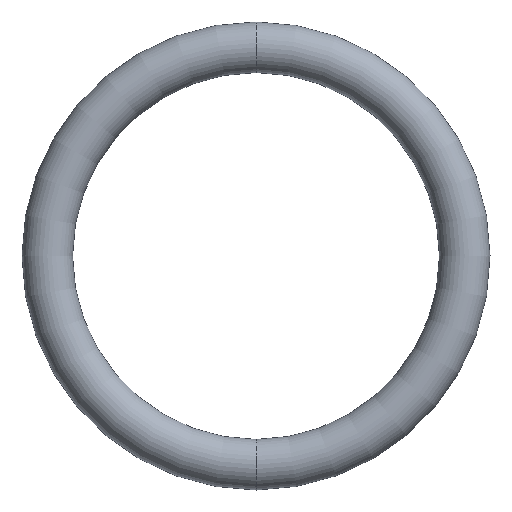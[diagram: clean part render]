
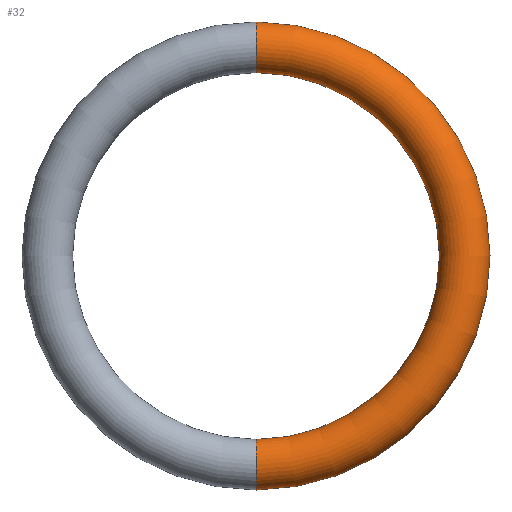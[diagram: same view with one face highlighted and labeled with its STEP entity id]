
A CAD part, front view. The second image highlights one B-rep face of the part: STEP entity #32.
In plain terms, the highlighted toroidal (fillet/blend) face has major radius 8.25 mm and minor radius 1 mm.
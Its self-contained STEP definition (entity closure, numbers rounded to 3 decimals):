
#3 = CARTESIAN_POINT ( 'NONE',  ( 0., 0., 9.25 ) ) ;
#11 = VERTEX_POINT ( 'NONE', #49 ) ;
#12 = AXIS2_PLACEMENT_3D ( 'NONE', #111, #146, #22 ) ;
#14 = ORIENTED_EDGE ( 'NONE', *, *, #170, .F. ) ;
#17 = CARTESIAN_POINT ( 'NONE',  ( 0., 0., -9.25 ) ) ;
#21 = VERTEX_POINT ( 'NONE', #3 ) ;
#22 = DIRECTION ( 'NONE',  ( 0., 0., -1. ) ) ;
#28 = CIRCLE ( 'NONE', #109, 9.25 ) ;
#30 = CIRCLE ( 'NONE', #192, 7.25 ) ;
#31 = EDGE_CURVE ( 'NONE', #11, #40, #30, .T. ) ;
#32 = ADVANCED_FACE ( 'NONE', ( #139 ), #48, .T. ) ;
#33 = DIRECTION ( 'NONE',  ( 0., 0., 1. ) ) ;
#36 = DIRECTION ( 'NONE',  ( 0., 1., 0. ) ) ;
#40 = VERTEX_POINT ( 'NONE', #92 ) ;
#48 = TOROIDAL_SURFACE ( 'NONE', #127, 8.25, 1. ) ;
#49 = CARTESIAN_POINT ( 'NONE',  ( 0., 0., 7.25 ) ) ;
#55 = DIRECTION ( 'NONE',  ( 0., 1., 0. ) ) ;
#59 = ORIENTED_EDGE ( 'NONE', *, *, #178, .F. ) ;
#64 = DIRECTION ( 'NONE',  ( 0., 0., 1. ) ) ;
#67 = CIRCLE ( 'NONE', #12, 1. ) ;
#73 = DIRECTION ( 'NONE',  ( 0., 0., 1. ) ) ;
#75 = EDGE_LOOP ( 'NONE', ( #59, #14, #133, #166 ) ) ;
#80 = DIRECTION ( 'NONE',  ( 0., 0., 1. ) ) ;
#92 = CARTESIAN_POINT ( 'NONE',  ( 0., 0., -7.25 ) ) ;
#98 = CARTESIAN_POINT ( 'NONE',  ( 0., 0., 0. ) ) ;
#100 = CARTESIAN_POINT ( 'NONE',  ( 0., 0., 8.25 ) ) ;
#109 = AXIS2_PLACEMENT_3D ( 'NONE', #98, #55, #73 ) ;
#110 = CIRCLE ( 'NONE', #150, 1. ) ;
#111 = CARTESIAN_POINT ( 'NONE',  ( 0., 0., -8.25 ) ) ;
#113 = CARTESIAN_POINT ( 'NONE',  ( 0., 0., 0. ) ) ;
#127 = AXIS2_PLACEMENT_3D ( 'NONE', #113, #128, #33 ) ;
#128 = DIRECTION ( 'NONE',  ( 0., 1., 0. ) ) ;
#133 = ORIENTED_EDGE ( 'NONE', *, *, #31, .T. ) ;
#139 = FACE_OUTER_BOUND ( 'NONE', #75, .T. ) ;
#144 = VERTEX_POINT ( 'NONE', #17 ) ;
#146 = DIRECTION ( 'NONE',  ( 1., 0., 0. ) ) ;
#150 = AXIS2_PLACEMENT_3D ( 'NONE', #100, #173, #80 ) ;
#153 = CARTESIAN_POINT ( 'NONE',  ( 0., 0., 0. ) ) ;
#162 = EDGE_CURVE ( 'NONE', #40, #144, #67, .T. ) ;
#166 = ORIENTED_EDGE ( 'NONE', *, *, #162, .T. ) ;
#170 = EDGE_CURVE ( 'NONE', #11, #21, #110, .T. ) ;
#173 = DIRECTION ( 'NONE',  ( -1., 0., 0. ) ) ;
#178 = EDGE_CURVE ( 'NONE', #21, #144, #28, .T. ) ;
#192 = AXIS2_PLACEMENT_3D ( 'NONE', #153, #36, #64 ) ;
